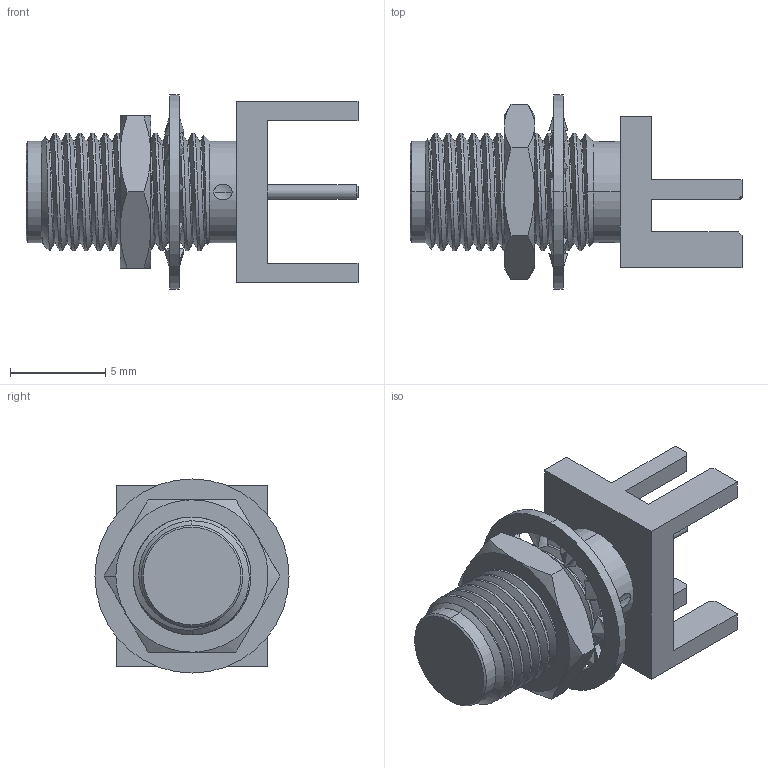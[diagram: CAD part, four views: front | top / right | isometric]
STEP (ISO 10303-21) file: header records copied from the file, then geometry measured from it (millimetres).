
FILE_DESCRIPTION (( 'STEP AP214' ), '1' );
FILE_NAME ('E6A9DCBB-E7B1-4C72-A397-9FF5264A9CD4.STEP', '2023-11-14T04:09:34', ( '' ), ( '' ), 'SwSTEP 2.0', 'SolidWorks 2022', '' );
FILE_SCHEMA (( 'AUTOMOTIVE_DESIGN' ));
Length unit declared in the file: millimetre
Products named in the file (1): E6A9DCBB-E7B1-4C72-A397-9FF5264A9CD4
Bounding box: 17.45 x 10.2 x 10.2 mm (x, y, z)
Surface area: 777.7 mm2 (no closed solid volume)
Topology: 0 solids, 10 shells, 168 faces, 533 edges, 363 vertices
Faces by surface type: bspline 59, plane 46, cylinder 41, cone 22
Entity records: 12036 total; most frequent: CARTESIAN_POINT 6704, ORIENTED_EDGE 978, DIRECTION 556, EDGE_CURVE 529, VERTEX_POINT 363, VECTOR 252, LINE 252, B_SPLINE_CURVE_WITH_KNOTS 231
